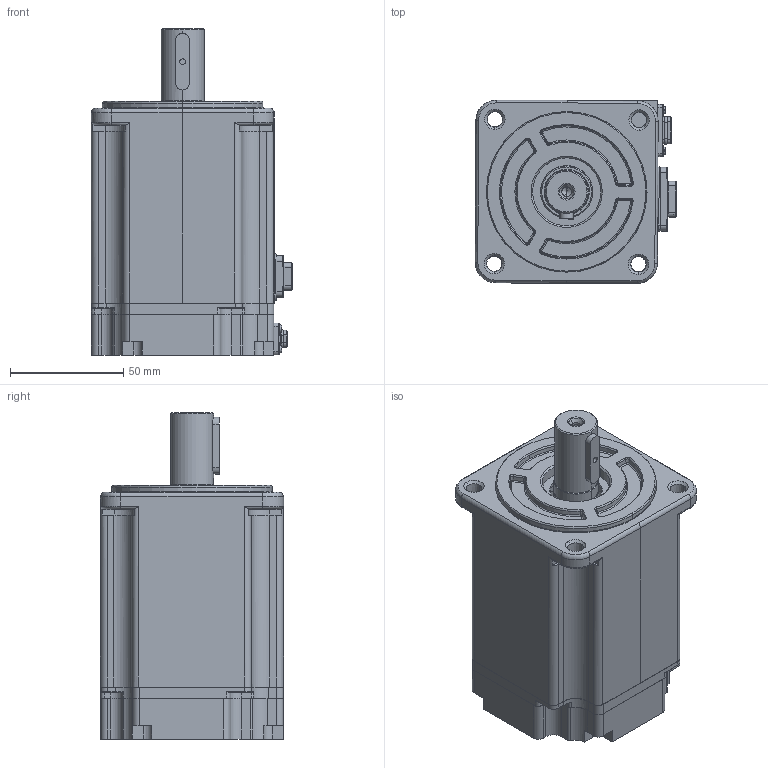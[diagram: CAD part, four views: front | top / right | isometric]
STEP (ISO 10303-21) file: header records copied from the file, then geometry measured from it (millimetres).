
FILE_DESCRIPTION (( 'STEP AP214' ), '1' );
FILE_NAME ('RSDA-H08J3230C.STEP', '2024-04-15T05:42:47', ( '' ), ( '' ), 'SwSTEP 2.0', 'SolidWorks 2023', '' );
FILE_SCHEMA (( 'AUTOMOTIVE_DESIGN' ));
Length unit declared in the file: millimetre
Products named in the file (9): 零件16; 80后罩H18-1; RSDA-H08J3230C; 80 配一体机壳后盖; 80-1000W一体机壳; 固卡多圈磁铁; 80齿轭分离轴; SC-MC6P-AE2G-F0&G0（电机动线端）; SC-MC7P-A60G-00-7xin（电机编码器端）
Assembly tree (8 placements, depth 2):
  RSDA-H08J3230C
    80后罩H18-1
    80齿轭分离轴
    80 配一体机壳后盖
    零件16
    固卡多圈磁铁
    SC-MC6P-AE2G-F0&G0（电机动线端）
    SC-MC7P-A60G-00-7xin（电机编码器端）
    80-1000W一体机壳
Bounding box: 88.91 x 80.75 x 144 mm (x, y, z)
Volume: 241317.1 mm3; surface area: 115511 mm2
Topology: 10 solids, 10 shells, 2140 faces, 5489 edges, 3447 vertices
Faces by surface type: plane 1001, cylinder 639, bspline 194, cone 159, torus 139, sphere 8
Entity records: 80798 total; most frequent: CARTESIAN_POINT 30215, ORIENTED_EDGE 10878, DIRECTION 9946, EDGE_CURVE 5439, AXIS2_PLACEMENT_3D 3533, VERTEX_POINT 3447, VECTOR 2880, LINE 2880
